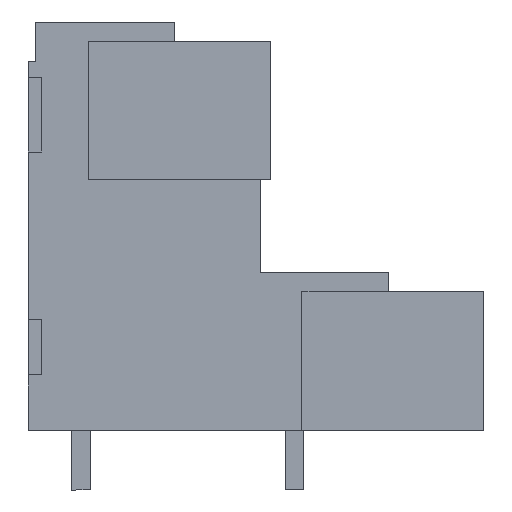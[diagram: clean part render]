
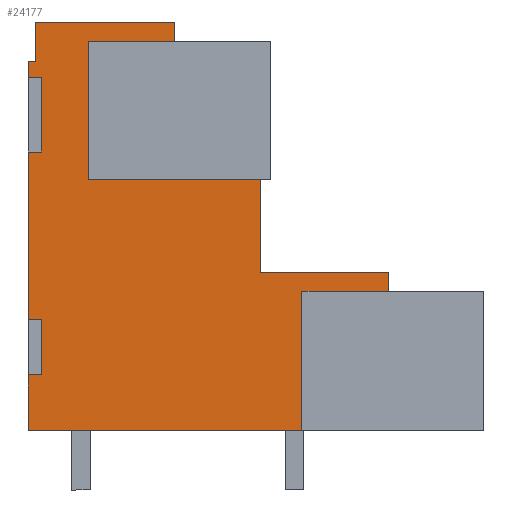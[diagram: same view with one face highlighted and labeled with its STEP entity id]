
A CAD part, left-side view. The second image highlights one B-rep face of the part: STEP entity #24177.
In plain terms, the highlighted planar face has unit normal (-1, 0, 0).
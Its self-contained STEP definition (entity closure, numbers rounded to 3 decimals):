
#24096=AXIS2_PLACEMENT_3D('Plane Axis2P3D',#24093,#24094,#24095) ;
#303=CARTESIAN_POINT('Vertex',(0.7,24.55,23.09)) ;
#875=CARTESIAN_POINT('Vertex',(0.7,24.55,9.2)) ;
#878=CARTESIAN_POINT('Line Origine',(0.7,24.55,13.7)) ;
#882=CARTESIAN_POINT('Vertex',(0.7,24.55,18.2)) ;
#903=CARTESIAN_POINT('Vertex',(0.7,24.55,22.2)) ;
#906=CARTESIAN_POINT('Line Origine',(0.7,24.55,22.645)) ;
#1352=CARTESIAN_POINT('Line Origine',(0.7,24.35,23.09)) ;
#1356=CARTESIAN_POINT('Vertex',(0.7,24.15,23.09)) ;
#1689=CARTESIAN_POINT('Vertex',(0.7,16.65,25.2)) ;
#1969=CARTESIAN_POINT('Vertex',(0.7,24.15,25.2)) ;
#1972=CARTESIAN_POINT('Line Origine',(0.7,20.4,25.2)) ;
#2033=CARTESIAN_POINT('Vertex',(0.7,16.65,24.175)) ;
#2036=CARTESIAN_POINT('Line Origine',(0.7,16.65,24.687)) ;
#2102=CARTESIAN_POINT('Line Origine',(0.7,18.975,24.175)) ;
#2106=CARTESIAN_POINT('Vertex',(0.7,21.3,24.175)) ;
#2457=CARTESIAN_POINT('Vertex',(0.7,12.05,16.725)) ;
#2485=CARTESIAN_POINT('Vertex',(0.7,21.3,16.725)) ;
#2488=CARTESIAN_POINT('Line Origine',(0.7,16.675,16.725)) ;
#2513=CARTESIAN_POINT('Vertex',(0.7,12.05,11.7)) ;
#2516=CARTESIAN_POINT('Line Origine',(0.7,12.05,14.212)) ;
#2537=CARTESIAN_POINT('Vertex',(0.7,5.15,11.7)) ;
#2540=CARTESIAN_POINT('Line Origine',(0.7,8.6,11.7)) ;
#2561=CARTESIAN_POINT('Vertex',(0.7,5.15,10.7)) ;
#2564=CARTESIAN_POINT('Line Origine',(0.7,5.15,11.2)) ;
#2630=CARTESIAN_POINT('Line Origine',(0.7,7.475,10.7)) ;
#2634=CARTESIAN_POINT('Vertex',(0.7,9.8,10.7)) ;
#3055=CARTESIAN_POINT('Vertex',(0.7,9.8,3.2)) ;
#3058=CARTESIAN_POINT('Line Origine',(0.7,17.175,3.2)) ;
#3062=CARTESIAN_POINT('Vertex',(0.7,24.55,3.2)) ;
#24081=CARTESIAN_POINT('Line Origine',(0.7,21.3,20.45)) ;
#24093=CARTESIAN_POINT('Axis2P3D Location',(0.7,24.15,3.2)) ;
#24098=CARTESIAN_POINT('Line Origine',(0.7,24.2,9.2)) ;
#24102=CARTESIAN_POINT('Vertex',(0.7,23.85,9.2)) ;
#24105=CARTESIAN_POINT('Line Origine',(0.7,23.85,7.7)) ;
#24109=CARTESIAN_POINT('Vertex',(0.7,23.85,6.2)) ;
#24112=CARTESIAN_POINT('Line Origine',(0.7,24.2,6.2)) ;
#24116=CARTESIAN_POINT('Vertex',(0.7,24.55,6.2)) ;
#24119=CARTESIAN_POINT('Line Origine',(0.7,24.55,4.7)) ;
#24124=CARTESIAN_POINT('Line Origine',(0.7,9.8,6.95)) ;
#24129=CARTESIAN_POINT('Line Origine',(0.7,24.15,24.145)) ;
#24134=CARTESIAN_POINT('Line Origine',(0.7,24.2,22.2)) ;
#24138=CARTESIAN_POINT('Vertex',(0.7,23.85,22.2)) ;
#24141=CARTESIAN_POINT('Line Origine',(0.7,23.85,20.2)) ;
#24145=CARTESIAN_POINT('Vertex',(0.7,23.85,18.2)) ;
#24148=CARTESIAN_POINT('Line Origine',(0.7,24.2,18.2)) ;
#879=DIRECTION('Vector Direction',(0.,0.,-1.)) ;
#907=DIRECTION('Vector Direction',(0.,0.,-1.)) ;
#1353=DIRECTION('Vector Direction',(0.,-1.,0.)) ;
#1973=DIRECTION('Vector Direction',(0.,-1.,0.)) ;
#2037=DIRECTION('Vector Direction',(0.,0.,1.)) ;
#2103=DIRECTION('Vector Direction',(0.,1.,0.)) ;
#2489=DIRECTION('Vector Direction',(0.,1.,0.)) ;
#2517=DIRECTION('Vector Direction',(0.,0.,1.)) ;
#2541=DIRECTION('Vector Direction',(0.,1.,0.)) ;
#2565=DIRECTION('Vector Direction',(0.,0.,1.)) ;
#2631=DIRECTION('Vector Direction',(0.,1.,0.)) ;
#3059=DIRECTION('Vector Direction',(0.,-1.,0.)) ;
#24082=DIRECTION('Vector Direction',(0.,0.,-1.)) ;
#24094=DIRECTION('Axis2P3D Direction',(-1.,0.,0.)) ;
#24095=DIRECTION('Axis2P3D XDirection',(0.,1.,0.)) ;
#24099=DIRECTION('Vector Direction',(0.,-1.,0.)) ;
#24106=DIRECTION('Vector Direction',(0.,0.,1.)) ;
#24113=DIRECTION('Vector Direction',(0.,-1.,0.)) ;
#24120=DIRECTION('Vector Direction',(0.,0.,-1.)) ;
#24125=DIRECTION('Vector Direction',(0.,0.,-1.)) ;
#24130=DIRECTION('Vector Direction',(0.,0.,1.)) ;
#24135=DIRECTION('Vector Direction',(0.,-1.,0.)) ;
#24142=DIRECTION('Vector Direction',(0.,0.,1.)) ;
#24149=DIRECTION('Vector Direction',(0.,-1.,0.)) ;
#880=VECTOR('Line Direction',#879,1.) ;
#908=VECTOR('Line Direction',#907,1.) ;
#1354=VECTOR('Line Direction',#1353,1.) ;
#1974=VECTOR('Line Direction',#1973,1.) ;
#2038=VECTOR('Line Direction',#2037,1.) ;
#2104=VECTOR('Line Direction',#2103,1.) ;
#2490=VECTOR('Line Direction',#2489,1.) ;
#2518=VECTOR('Line Direction',#2517,1.) ;
#2542=VECTOR('Line Direction',#2541,1.) ;
#2566=VECTOR('Line Direction',#2565,1.) ;
#2632=VECTOR('Line Direction',#2631,1.) ;
#3060=VECTOR('Line Direction',#3059,1.) ;
#24083=VECTOR('Line Direction',#24082,1.) ;
#24100=VECTOR('Line Direction',#24099,1.) ;
#24107=VECTOR('Line Direction',#24106,1.) ;
#24114=VECTOR('Line Direction',#24113,1.) ;
#24121=VECTOR('Line Direction',#24120,1.) ;
#24126=VECTOR('Line Direction',#24125,1.) ;
#24131=VECTOR('Line Direction',#24130,1.) ;
#24136=VECTOR('Line Direction',#24135,1.) ;
#24143=VECTOR('Line Direction',#24142,1.) ;
#24150=VECTOR('Line Direction',#24149,1.) ;
#24154=ORIENTED_EDGE('',*,*,#884,.T.) ;
#24155=ORIENTED_EDGE('',*,*,#24104,.T.) ;
#24156=ORIENTED_EDGE('',*,*,#24111,.F.) ;
#24157=ORIENTED_EDGE('',*,*,#24118,.F.) ;
#24158=ORIENTED_EDGE('',*,*,#24123,.T.) ;
#24159=ORIENTED_EDGE('',*,*,#3064,.T.) ;
#24160=ORIENTED_EDGE('',*,*,#24128,.F.) ;
#24161=ORIENTED_EDGE('',*,*,#2636,.F.) ;
#24162=ORIENTED_EDGE('',*,*,#2568,.T.) ;
#24163=ORIENTED_EDGE('',*,*,#2544,.T.) ;
#24164=ORIENTED_EDGE('',*,*,#2520,.T.) ;
#24165=ORIENTED_EDGE('',*,*,#2492,.T.) ;
#24166=ORIENTED_EDGE('',*,*,#24085,.F.) ;
#24167=ORIENTED_EDGE('',*,*,#2108,.F.) ;
#24168=ORIENTED_EDGE('',*,*,#2040,.T.) ;
#24169=ORIENTED_EDGE('',*,*,#1976,.F.) ;
#24170=ORIENTED_EDGE('',*,*,#24133,.F.) ;
#24171=ORIENTED_EDGE('',*,*,#1358,.F.) ;
#24172=ORIENTED_EDGE('',*,*,#910,.T.) ;
#24173=ORIENTED_EDGE('',*,*,#24140,.T.) ;
#24174=ORIENTED_EDGE('',*,*,#24147,.F.) ;
#24175=ORIENTED_EDGE('',*,*,#24152,.F.) ;
#24177=ADVANCED_FACE('HOUSING',(#24176),#24097,.T.) ;
#884=EDGE_CURVE('',#883,#876,#881,.T.) ;
#910=EDGE_CURVE('',#304,#904,#909,.T.) ;
#1358=EDGE_CURVE('',#304,#1357,#1355,.T.) ;
#1976=EDGE_CURVE('',#1970,#1690,#1975,.T.) ;
#2040=EDGE_CURVE('',#2034,#1690,#2039,.T.) ;
#2108=EDGE_CURVE('',#2034,#2107,#2105,.T.) ;
#2492=EDGE_CURVE('',#2458,#2486,#2491,.T.) ;
#2520=EDGE_CURVE('',#2514,#2458,#2519,.T.) ;
#2544=EDGE_CURVE('',#2538,#2514,#2543,.T.) ;
#2568=EDGE_CURVE('',#2562,#2538,#2567,.T.) ;
#2636=EDGE_CURVE('',#2562,#2635,#2633,.T.) ;
#3064=EDGE_CURVE('',#3063,#3056,#3061,.T.) ;
#24085=EDGE_CURVE('',#2107,#2486,#24084,.T.) ;
#24104=EDGE_CURVE('',#876,#24103,#24101,.T.) ;
#24111=EDGE_CURVE('',#24110,#24103,#24108,.T.) ;
#24118=EDGE_CURVE('',#24117,#24110,#24115,.T.) ;
#24123=EDGE_CURVE('',#24117,#3063,#24122,.T.) ;
#24128=EDGE_CURVE('',#2635,#3056,#24127,.T.) ;
#24133=EDGE_CURVE('',#1357,#1970,#24132,.T.) ;
#24140=EDGE_CURVE('',#904,#24139,#24137,.T.) ;
#24147=EDGE_CURVE('',#24146,#24139,#24144,.T.) ;
#24152=EDGE_CURVE('',#883,#24146,#24151,.T.) ;
#24153=EDGE_LOOP('',(#24154,#24155,#24156,#24157,#24158,#24159,#24160,#24161,#24162,#24163,#24164,#24165,#24166,#24167,#24168,#24169,#24170,#24171,#24172,#24173,#24174,#24175)) ;
#24176=FACE_OUTER_BOUND('',#24153,.T.) ;
#881=LINE('Line',#878,#880) ;
#909=LINE('Line',#906,#908) ;
#1355=LINE('Line',#1352,#1354) ;
#1975=LINE('Line',#1972,#1974) ;
#2039=LINE('Line',#2036,#2038) ;
#2105=LINE('Line',#2102,#2104) ;
#2491=LINE('Line',#2488,#2490) ;
#2519=LINE('Line',#2516,#2518) ;
#2543=LINE('Line',#2540,#2542) ;
#2567=LINE('Line',#2564,#2566) ;
#2633=LINE('Line',#2630,#2632) ;
#3061=LINE('Line',#3058,#3060) ;
#24084=LINE('Line',#24081,#24083) ;
#24101=LINE('Line',#24098,#24100) ;
#24108=LINE('Line',#24105,#24107) ;
#24115=LINE('Line',#24112,#24114) ;
#24122=LINE('Line',#24119,#24121) ;
#24127=LINE('Line',#24124,#24126) ;
#24132=LINE('Line',#24129,#24131) ;
#24137=LINE('Line',#24134,#24136) ;
#24144=LINE('Line',#24141,#24143) ;
#24151=LINE('Line',#24148,#24150) ;
#24097=PLANE('',#24096) ;
#304=VERTEX_POINT('',#303) ;
#876=VERTEX_POINT('',#875) ;
#883=VERTEX_POINT('',#882) ;
#904=VERTEX_POINT('',#903) ;
#1357=VERTEX_POINT('',#1356) ;
#1690=VERTEX_POINT('',#1689) ;
#1970=VERTEX_POINT('',#1969) ;
#2034=VERTEX_POINT('',#2033) ;
#2107=VERTEX_POINT('',#2106) ;
#2458=VERTEX_POINT('',#2457) ;
#2486=VERTEX_POINT('',#2485) ;
#2514=VERTEX_POINT('',#2513) ;
#2538=VERTEX_POINT('',#2537) ;
#2562=VERTEX_POINT('',#2561) ;
#2635=VERTEX_POINT('',#2634) ;
#3056=VERTEX_POINT('',#3055) ;
#3063=VERTEX_POINT('',#3062) ;
#24103=VERTEX_POINT('',#24102) ;
#24110=VERTEX_POINT('',#24109) ;
#24117=VERTEX_POINT('',#24116) ;
#24139=VERTEX_POINT('',#24138) ;
#24146=VERTEX_POINT('',#24145) ;
